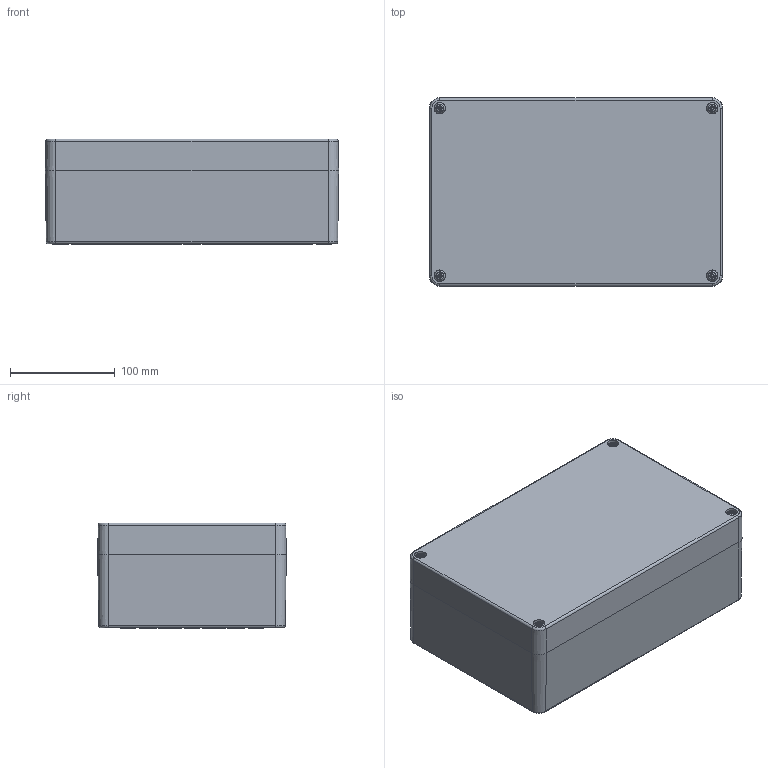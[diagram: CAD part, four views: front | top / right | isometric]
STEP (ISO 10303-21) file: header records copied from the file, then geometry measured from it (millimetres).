
FILE_DESCRIPTION((''),'2;1');
FILE_NAME('0101108100-MBA_281810_VE.stp','2015-09-11T10:00:19',('robin.rentz'),(''),'Autodesk Inventor 2012','Autodesk Inventor 2012','');
FILE_SCHEMA(('AUTOMOTIVE_DESIGN { 1 2 10303 214 0 1 1 1 }'));
Length unit declared in the file: millimetre
Products named in the file (5): 0101108100-MBA_281810_VE; 0100108102-UT_281810_VE; 0100108101-OT_281810_VE; xxx-O-Ring-MBA_281810; Schraube BM 6x35/10
Assembly tree (7 placements, depth 2):
  0101108100-MBA_281810_VE
    0100108102-UT_281810_VE
    0100108101-OT_281810_VE
    xxx-O-Ring-MBA_281810
    Schraube BM 6x35/10  x4
Bounding box: 280 x 180 x 101 mm (x, y, z)
Volume: 946324.4 mm3; surface area: 411509 mm2
Topology: 7 solids, 7 shells, 1438 faces, 3639 edges, 2329 vertices
Faces by surface type: plane 630, bspline 337, cylinder 208, cone 148, torus 110, sphere 5
Full cylindrical faces by diameter (mm): 2.5 x4, 4.917 x11, 5 x4, 6 x4, 6.5 x4, 7.2 x5, 7.5 x4, 8 x5, 10 x4, 11 x4, 12 x2, 13 x4, 13.2 x4, 14.5 x4
Entity records: 42641 total; most frequent: CARTESIAN_POINT 13124, ORIENTED_EDGE 6432, DIRECTION 5150, EDGE_CURVE 3216, VERTEX_POINT 2109, VECTOR 1840, LINE 1840, AXIS2_PLACEMENT_3D 1655
